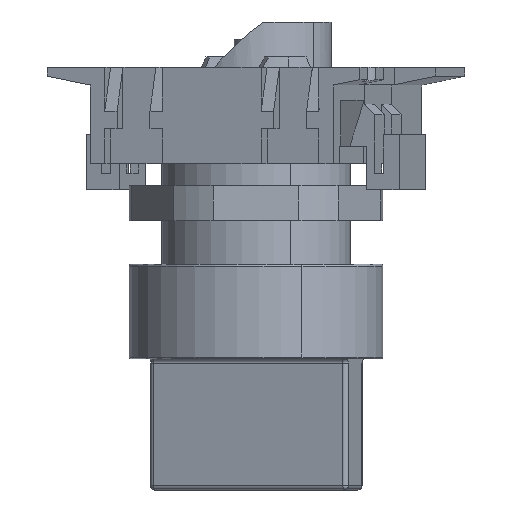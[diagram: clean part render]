
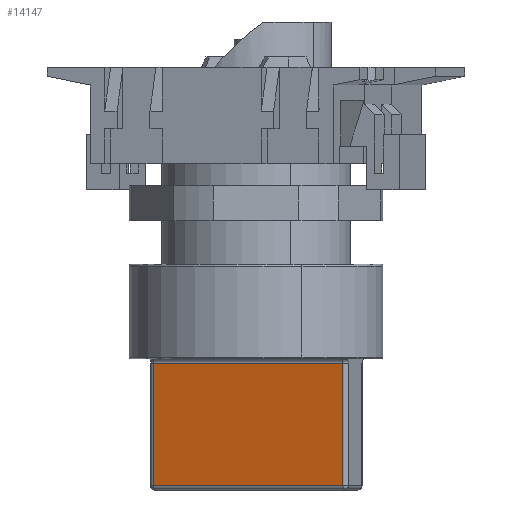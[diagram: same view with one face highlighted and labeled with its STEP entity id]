
A CAD part, front view. The second image highlights one B-rep face of the part: STEP entity #14147.
In plain terms, the highlighted planar face has unit normal (-0.337, -0.941, 0).
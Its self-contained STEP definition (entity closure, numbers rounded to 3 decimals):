
#92 = ORIENTED_EDGE ( 'NONE', *, *, #12993, .T. ) ;
#475 = DIRECTION ( 'NONE',  ( 0.941, -0.337, 0. ) ) ;
#511 = DIRECTION ( 'NONE',  ( 0.337, 0.941, 0. ) ) ;
#527 = CARTESIAN_POINT ( 'NONE',  ( -26.308, 6.502, -30.8 ) ) ;
#762 = PLANE ( 'NONE',  #7805 ) ;
#1237 = ORIENTED_EDGE ( 'NONE', *, *, #11815, .T. ) ;
#2708 = DIRECTION ( 'NONE',  ( 0., 0., -1. ) ) ;
#3896 = LINE ( 'NONE', #13733, #11335 ) ;
#5870 = CARTESIAN_POINT ( 'NONE',  ( -26.308, 6.502, -16.3 ) ) ;
#5884 = DIRECTION ( 'NONE',  ( -0.941, 0.337, 0. ) ) ;
#7805 = AXIS2_PLACEMENT_3D ( 'NONE', #527, #511, #475 ) ;
#8218 = VERTEX_POINT ( 'NONE', #12559 ) ;
#8343 = CARTESIAN_POINT ( 'NONE',  ( -11.716, 1.276, -30.3 ) ) ;
#8385 = DIRECTION ( 'NONE',  ( 0.941, -0.337, 0. ) ) ;
#8439 = CARTESIAN_POINT ( 'NONE',  ( 10.407, -6.649, -30.3 ) ) ;
#8472 = LINE ( 'NONE', #5870, #8606 ) ;
#8544 = CARTESIAN_POINT ( 'NONE',  ( 9.937, -6.48, -30.3 ) ) ;
#8606 = VECTOR ( 'NONE', #5884, 1000. ) ;
#8686 = LINE ( 'NONE', #8343, #11583 ) ;
#9158 = EDGE_LOOP ( 'NONE', ( #1237, #92, #11506, #13104 ) ) ;
#10663 = VERTEX_POINT ( 'NONE', #14778 ) ;
#10769 = EDGE_CURVE ( 'NONE', #13535, #11094, #3896, .T. ) ;
#11011 = CARTESIAN_POINT ( 'NONE',  ( 9.937, -6.48, -16.3 ) ) ;
#11094 = VERTEX_POINT ( 'NONE', #11011 ) ;
#11335 = VECTOR ( 'NONE', #13651, 1000. ) ;
#11506 = ORIENTED_EDGE ( 'NONE', *, *, #13534, .T. ) ;
#11583 = VECTOR ( 'NONE', #2708, 1000. ) ;
#11815 = EDGE_CURVE ( 'NONE', #11094, #8218, #8472, .T. ) ;
#12273 = VECTOR ( 'NONE', #8385, 1000. ) ;
#12559 = CARTESIAN_POINT ( 'NONE',  ( -11.716, 1.276, -16.3 ) ) ;
#12635 = LINE ( 'NONE', #8439, #12273 ) ;
#12993 = EDGE_CURVE ( 'NONE', #8218, #10663, #8686, .T. ) ;
#13104 = ORIENTED_EDGE ( 'NONE', *, *, #10769, .T. ) ;
#13534 = EDGE_CURVE ( 'NONE', #10663, #13535, #12635, .T. ) ;
#13535 = VERTEX_POINT ( 'NONE', #8544 ) ;
#13651 = DIRECTION ( 'NONE',  ( 0., 0., 1. ) ) ;
#13733 = CARTESIAN_POINT ( 'NONE',  ( 9.937, -6.48, -30.8 ) ) ;
#14147 = ADVANCED_FACE ( 'NONE', ( #14473 ), #762, .F. ) ;
#14473 = FACE_OUTER_BOUND ( 'NONE', #9158, .T. ) ;
#14778 = CARTESIAN_POINT ( 'NONE',  ( -11.716, 1.276, -30.3 ) ) ;
